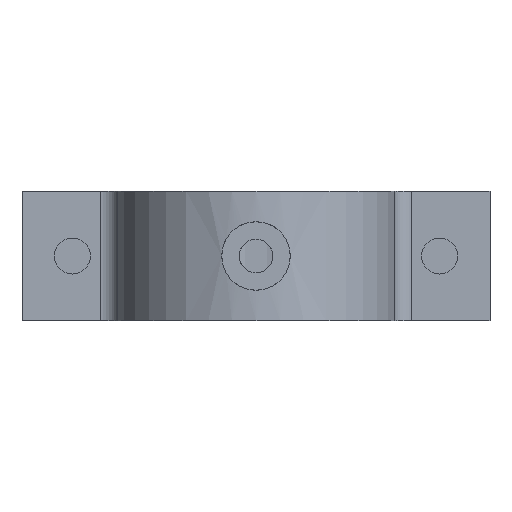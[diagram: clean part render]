
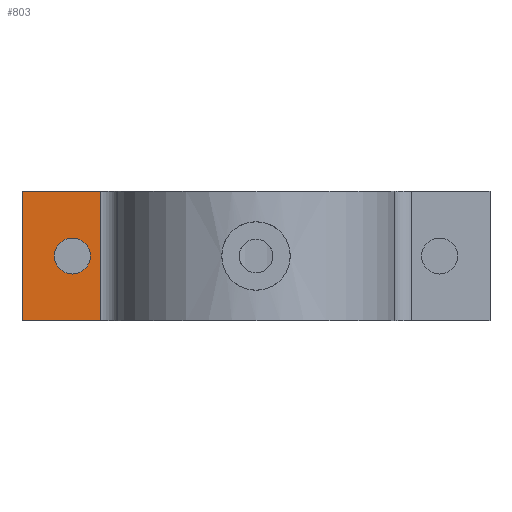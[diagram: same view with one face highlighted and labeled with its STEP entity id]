
A CAD part, front view. The second image highlights one B-rep face of the part: STEP entity #803.
In plain terms, the highlighted planar face has unit normal (0, -1, 0).
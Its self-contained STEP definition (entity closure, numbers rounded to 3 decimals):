
#238 = VERTEX_POINT ( 'NONE', #295 ) ;
#295 = CARTESIAN_POINT ( 'NONE',  ( -21.633, -1.5, -9. ) ) ;
#359 = ORIENTED_EDGE ( 'NONE', *, *, #2234, .F. ) ;
#361 = VERTEX_POINT ( 'NONE', #1844 ) ;
#598 = CARTESIAN_POINT ( 'NONE',  ( -21.633, -1.5, -9. ) ) ;
#649 = DIRECTION ( 'NONE',  ( 0., 0., -1. ) ) ;
#746 = CARTESIAN_POINT ( 'NONE',  ( -21.633, -1.5, 9. ) ) ;
#797 = DIRECTION ( 'NONE',  ( 0., 0., -1. ) ) ;
#803 = ADVANCED_FACE ( 'NONE', ( #2596 ), #1361, .T. ) ;
#852 = VECTOR ( 'NONE', #649, 1000. ) ;
#866 = AXIS2_PLACEMENT_3D ( 'NONE', #1392, #1259, #1251 ) ;
#885 = CARTESIAN_POINT ( 'NONE',  ( -32.5, -1.5, 9. ) ) ;
#946 = DIRECTION ( 'NONE',  ( -1., 0., 0. ) ) ;
#1035 = ORIENTED_EDGE ( 'NONE', *, *, #2695, .T. ) ;
#1088 = LINE ( 'NONE', #2407, #1692 ) ;
#1243 = LINE ( 'NONE', #746, #1311 ) ;
#1251 = DIRECTION ( 'NONE',  ( 1., 0., 0. ) ) ;
#1259 = DIRECTION ( 'NONE',  ( 0., -1., 0. ) ) ;
#1311 = VECTOR ( 'NONE', #797, 1000. ) ;
#1361 = PLANE ( 'NONE',  #866 ) ;
#1363 = VERTEX_POINT ( 'NONE', #1807 ) ;
#1392 = CARTESIAN_POINT ( 'NONE',  ( -21.633, -1.5, 9. ) ) ;
#1455 = LINE ( 'NONE', #598, #2619 ) ;
#1692 = VECTOR ( 'NONE', #2434, 1000. ) ;
#1742 = ORIENTED_EDGE ( 'NONE', *, *, #1813, .T. ) ;
#1807 = CARTESIAN_POINT ( 'NONE',  ( -32.5, -1.5, 9. ) ) ;
#1813 = EDGE_CURVE ( 'NONE', #1363, #2656, #1822, .T. ) ;
#1822 = LINE ( 'NONE', #885, #852 ) ;
#1844 = CARTESIAN_POINT ( 'NONE',  ( -21.633, -1.5, 9. ) ) ;
#2149 = EDGE_CURVE ( 'NONE', #238, #2656, #1455, .T. ) ;
#2178 = CARTESIAN_POINT ( 'NONE',  ( -32.5, -1.5, -9. ) ) ;
#2234 = EDGE_CURVE ( 'NONE', #361, #238, #1243, .T. ) ;
#2407 = CARTESIAN_POINT ( 'NONE',  ( -21.633, -1.5, 9. ) ) ;
#2434 = DIRECTION ( 'NONE',  ( -1., 0., 0. ) ) ;
#2596 = FACE_OUTER_BOUND ( 'NONE', #2654, .T. ) ;
#2619 = VECTOR ( 'NONE', #946, 1000. ) ;
#2625 = ORIENTED_EDGE ( 'NONE', *, *, #2149, .F. ) ;
#2654 = EDGE_LOOP ( 'NONE', ( #2625, #359, #1035, #1742 ) ) ;
#2656 = VERTEX_POINT ( 'NONE', #2178 ) ;
#2695 = EDGE_CURVE ( 'NONE', #361, #1363, #1088, .T. ) ;
